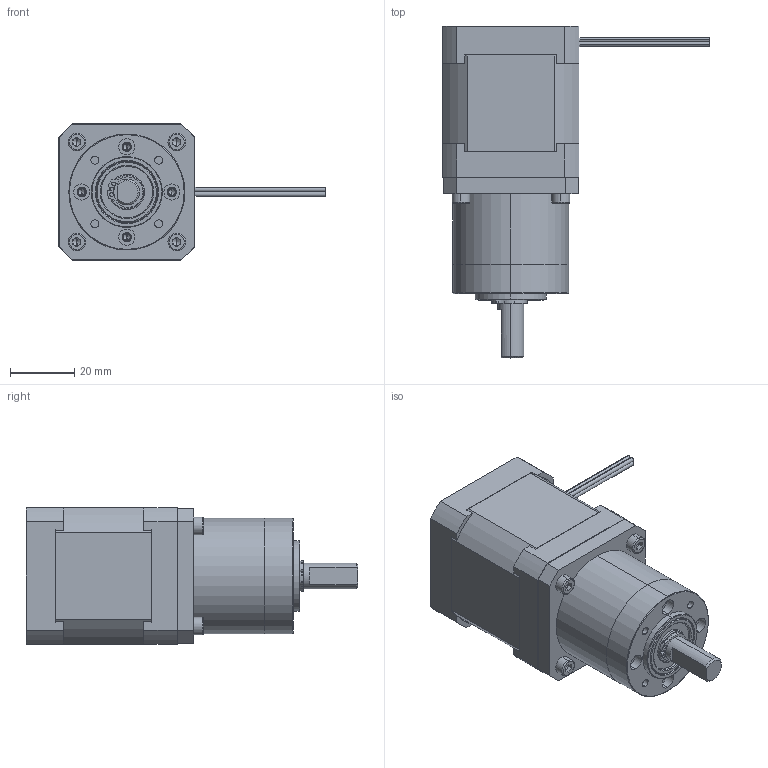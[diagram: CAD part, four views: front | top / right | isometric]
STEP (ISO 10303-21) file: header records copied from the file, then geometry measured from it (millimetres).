
FILE_DESCRIPTION (( 'STEP AP203' ), '1' );
FILE_NAME ('42H247-1684AG13.7.STEP', '2022-10-17T06:48:27', ( '' ), ( '' ), 'SwSTEP 2.0', 'SolidWorks 2020', '' );
FILE_SCHEMA (( 'CONFIG_CONTROL_DESIGN' ));
Length unit declared in the file: millimetre
Products named in the file (14): 42隅赽; 粣8縐遠; PLA36-003ヶ傷裔; hexagon socket head cap screws gb_GB_FASTENER_SCREWS_HSHCS M3X6-N; 媼撰熬厒掀; M3蹟隊; PLA36-004綴傷裔; 698ZZ 19x8x6; PLA36-013齿圈; 42B-D19; PLA36-002怀堤粣; 42H247-1684AG13.7; 42BYGH247-A24粣; 42A-D19
Assembly tree (20 placements, depth 3):
  42H247-1684AG13.7
    42A-D19
    42B-D19
    42BYGH247-A24粣
    42隅赽
    M3蹟隊  x4
    hexagon socket head cap screws gb_GB_FASTENER_SCREWS_HSHCS M3X6-N  x4
    媼撰熬厒掀
      PLA36-004綴傷裔
      PLA36-013齿圈
      PLA36-003ヶ傷裔
      PLA36-002怀堤粣
      698ZZ 19x8x6  x2
      粣8縐遠
Bounding box: 82.75 x 103 x 42.3 mm (x, y, z)
Volume: 108311.9 mm3; surface area: 46368.1 mm2
Topology: 23 solids, 23 shells, 924 faces, 2370 edges, 1512 vertices
Faces by surface type: cylinder 569, plane 210, cone 89, torus 56
Entity records: 25288 total; most frequent: DIRECTION 4632, CARTESIAN_POINT 3997, ORIENTED_EDGE 3890, EDGE_CURVE 1945, AXIS2_PLACEMENT_3D 1924, VERTEX_POINT 1265, CIRCLE 1157, EDGE_LOOP 862
